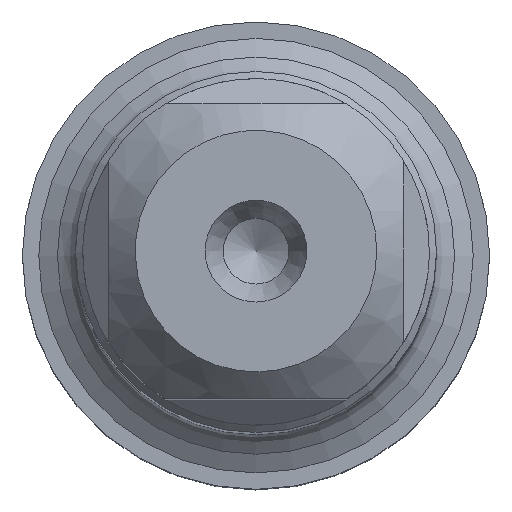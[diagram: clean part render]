
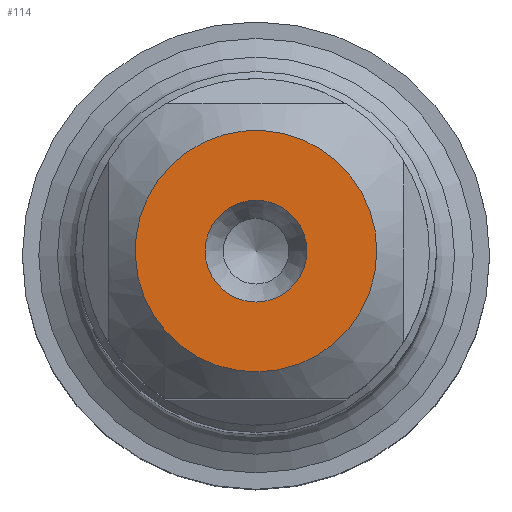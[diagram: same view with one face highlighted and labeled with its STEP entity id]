
A CAD part, top view. The second image highlights one B-rep face of the part: STEP entity #114.
In plain terms, the highlighted planar face has unit normal (0, 0, 1).
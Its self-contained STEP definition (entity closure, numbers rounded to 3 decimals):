
#55=PLANE('',#495);
#114=ADVANCED_FACE('',(#160,#161),#55,.F.);
#160=FACE_BOUND('',#200,.T.);
#161=FACE_BOUND('',#201,.T.);
#200=EDGE_LOOP('',(#270));
#201=EDGE_LOOP('',(#271));
#270=ORIENTED_EDGE('',*,*,#383,.T.);
#271=ORIENTED_EDGE('',*,*,#355,.T.);
#318=VERTEX_POINT('',#696);
#342=VERTEX_POINT('',#776);
#355=EDGE_CURVE('',#318,#318,#398,.T.);
#383=EDGE_CURVE('',#342,#342,#410,.T.);
#398=CIRCLE('',#470,3.68);
#410=CIRCLE('',#494,1.55);
#470=AXIS2_PLACEMENT_3D('',#695,#538,#539);
#494=AXIS2_PLACEMENT_3D('',#775,#594,#595);
#495=AXIS2_PLACEMENT_3D('',#777,#596,#597);
#538=DIRECTION('',(0.,0.,1.));
#539=DIRECTION('',(1.,0.,0.));
#594=DIRECTION('',(0.,0.,-1.));
#595=DIRECTION('',(-1.,0.,0.));
#596=DIRECTION('',(0.,0.,-1.));
#597=DIRECTION('',(-1.,0.,0.));
#695=CARTESIAN_POINT('',(0.,0.,0.));
#696=CARTESIAN_POINT('',(3.68,0.,0.));
#775=CARTESIAN_POINT('',(0.,0.,0.));
#776=CARTESIAN_POINT('',(-1.55,0.,0.));
#777=CARTESIAN_POINT('',(5.7,0.,0.));
